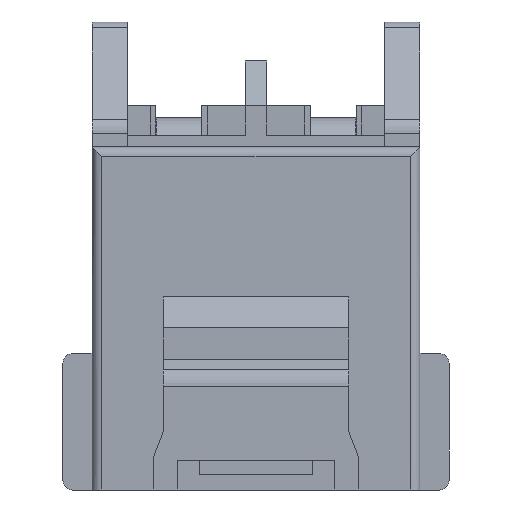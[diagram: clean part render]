
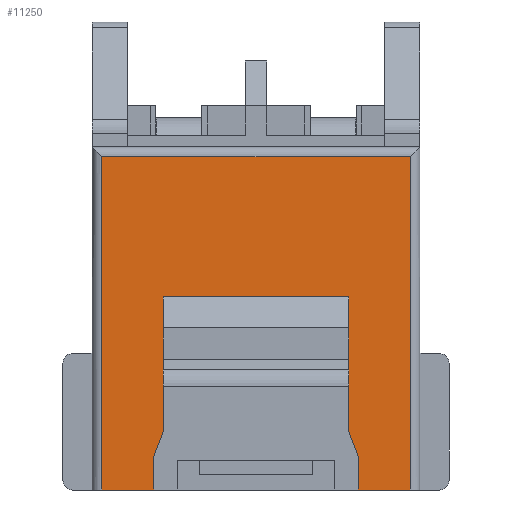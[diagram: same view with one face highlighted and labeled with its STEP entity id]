
A CAD part, front view. The second image highlights one B-rep face of the part: STEP entity #11250.
In plain terms, the highlighted planar face has unit normal (0, -1, 0).
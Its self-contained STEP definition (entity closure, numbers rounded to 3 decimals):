
#2240=CARTESIAN_POINT('',(-27.533,-10.811,0.));
#2250=DIRECTION('',(0.,-0.,-1.));
#2260=VECTOR('',#2250,1.);
#2270=LINE('',#2240,#2260);
#2280=CARTESIAN_POINT('',(-27.533,-10.811,11.9));
#2290=VERTEX_POINT('',#2280);
#2300=CARTESIAN_POINT('',(-27.533,-10.811,5.));
#2310=VERTEX_POINT('',#2300);
#2320=EDGE_CURVE('',#2290,#2310,#2270,.T.);
#2890=CARTESIAN_POINT('',(0.,-10.811,11.9));
#2900=DIRECTION('',(1.,0.,0.));
#2910=VECTOR('',#2900,1.);
#2920=LINE('',#2890,#2910);
#2930=CARTESIAN_POINT('',(-37.033,-10.811,11.9));
#2940=VERTEX_POINT('',#2930);
#2950=EDGE_CURVE('',#2940,#2290,#2920,.T.);
#7810=CARTESIAN_POINT('',(-37.033,-10.811,5.));
#7820=VERTEX_POINT('',#7810);
#7850=CARTESIAN_POINT('',(-37.033,-10.811,0.));
#7860=DIRECTION('',(0.,0.,1.));
#7870=VECTOR('',#7860,1.);
#7880=LINE('',#7850,#7870);
#7890=EDGE_CURVE('',#7820,#2940,#7880,.T.);
#10010=CARTESIAN_POINT('',(-27.033,-10.811,3.7));
#10020=VERTEX_POINT('',#10010);
#10070=CARTESIAN_POINT('',(-27.033,-10.811,0.));
#10080=DIRECTION('',(0.,-0.,-1.));
#10090=VECTOR('',#10080,1.);
#10100=LINE('',#10070,#10090);
#10110=CARTESIAN_POINT('',(-27.033,-10.811,2.));
#10120=VERTEX_POINT('',#10110);
#10130=EDGE_CURVE('',#10020,#10120,#10100,.T.);
#10540=CARTESIAN_POINT('',(-40.588,-10.811,1.572
));
#10550=DIRECTION('',(0.,-1.,0.));
#10560=DIRECTION('',(-1.,-0.,0.));
#10570=AXIS2_PLACEMENT_3D('',#10540,#10550,#10560);
#10580=PLANE('',#10570);
#10590=ORIENTED_EDGE('',*,*,#10130,.T.);
#10600=CARTESIAN_POINT('',(-25.61,-10.811,0.));
#10610=DIRECTION('',(0.359,-0.,-0.933));
#10620=VECTOR('',#10610,1.);
#10630=LINE('',#10600,#10620);
#10640=EDGE_CURVE('',#2310,#10020,#10630,.T.);
#10650=ORIENTED_EDGE('',*,*,#10640,.T.);
#10660=ORIENTED_EDGE('',*,*,#2320,.T.);
#10670=ORIENTED_EDGE('',*,*,#2950,.T.);
#10680=ORIENTED_EDGE('',*,*,#7890,.T.);
#10690=CARTESIAN_POINT('',(-38.956,-10.811,0.));
#10700=DIRECTION('',(0.359,-0.,0.933));
#10710=VECTOR('',#10700,1.);
#10720=LINE('',#10690,#10710);
#10730=CARTESIAN_POINT('',(-37.533,-10.811,3.7));
#10740=VERTEX_POINT('',#10730);
#10750=EDGE_CURVE('',#10740,#7820,#10720,.T.);
#10760=ORIENTED_EDGE('',*,*,#10750,.T.);
#10770=CARTESIAN_POINT('',(-37.533,-10.811,0.));
#10780=DIRECTION('',(0.,-0.,1.));
#10790=VECTOR('',#10780,1.);
#10800=LINE('',#10770,#10790);
#10810=CARTESIAN_POINT('',(-37.533,-10.811,2.));
#10820=VERTEX_POINT('',#10810);
#10830=EDGE_CURVE('',#10820,#10740,#10800,.T.);
#10840=ORIENTED_EDGE('',*,*,#10830,.T.);
#10850=CARTESIAN_POINT('',(0.,-10.811,2.));
#10860=DIRECTION('',(1.,0.,0.));
#10870=VECTOR('',#10860,1.);
#10880=LINE('',#10850,#10870);
#10890=CARTESIAN_POINT('',(-40.193,-10.811,2.));
#10900=VERTEX_POINT('',#10890);
#10910=EDGE_CURVE('',#10900,#10820,#10880,.T.);
#10920=ORIENTED_EDGE('',*,*,#10910,.T.);
#10930=CARTESIAN_POINT('',(-40.193,-10.811,19.1));
#10940=DIRECTION('',(0.,0.,-1.));
#10950=VECTOR('',#10940,1.);
#10960=LINE('',#10930,#10950);
#10970=CARTESIAN_POINT('',(-40.193,-10.811,19.1));
#10980=VERTEX_POINT('',#10970);
#10990=EDGE_CURVE('',#10980,#10900,#10960,.T.);
#11000=ORIENTED_EDGE('',*,*,#10990,.T.);
#11010=CARTESIAN_POINT('',(-41.113,-10.811,19.1));
#11020=DIRECTION('',(1.,0.,0.));
#11030=VECTOR('',#11020,1.);
#11040=LINE('',#11010,#11030);
#11050=CARTESIAN_POINT('',(-24.373,-10.811,19.1));
#11060=VERTEX_POINT('',#11050);
#11070=EDGE_CURVE('',#10980,#11060,#11040,.T.);
#11080=ORIENTED_EDGE('',*,*,#11070,.F.);
#11090=CARTESIAN_POINT('',(-24.373,-10.811,2.));
#11100=DIRECTION('',(0.,0.,1.));
#11110=VECTOR('',#11100,1.);
#11120=LINE('',#11090,#11110);
#11130=CARTESIAN_POINT('',(-24.373,-10.811,2.));
#11140=VERTEX_POINT('',#11130);
#11150=EDGE_CURVE('',#11140,#11060,#11120,.T.);
#11160=ORIENTED_EDGE('',*,*,#11150,.T.);
#11170=CARTESIAN_POINT('',(0.,-10.811,2.));
#11180=DIRECTION('',(1.,0.,0.));
#11190=VECTOR('',#11180,1.);
#11200=LINE('',#11170,#11190);
#11210=EDGE_CURVE('',#10120,#11140,#11200,.T.);
#11220=ORIENTED_EDGE('',*,*,#11210,.T.);
#11230=EDGE_LOOP('',(#11220,#11160,#11080,#11000,#10920,#10840,#10760,
#10680,#10670,#10660,#10650,#10590));
#11240=FACE_OUTER_BOUND('',#11230,.T.);
#11250=ADVANCED_FACE('',(#11240),#10580,.T.);
